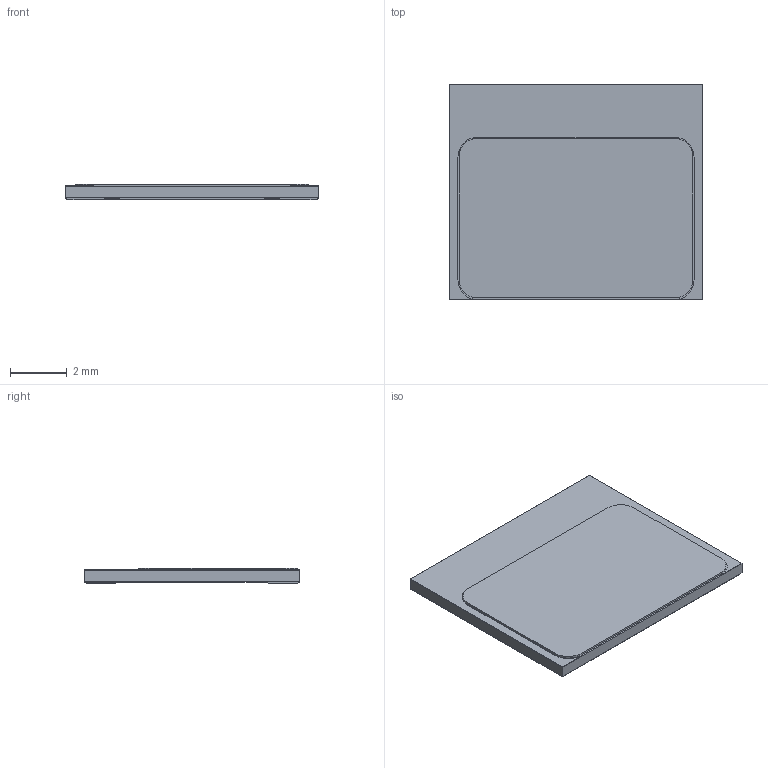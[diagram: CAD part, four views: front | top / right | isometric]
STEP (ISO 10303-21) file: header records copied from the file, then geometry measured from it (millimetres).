
FILE_DESCRIPTION (( 'STEP AP214' ), '1' );
FILE_NAME ('GS66516TC.STEP', '2019-03-11T23:37:41', ( '' ), ( '' ), 'SwSTEP 2.0', 'SolidWorks 2018', '' );
FILE_SCHEMA (( 'AUTOMOTIVE_DESIGN' ));
Length unit declared in the file: inch
Products named in the file (11): PCB Bottom; SolderMask Top; PCB Top; SolderMask Bottom; GS66516TC; Package
Assembly tree (5 placements, depth 2):
  PCB Bottom
  SolderMask Top
  PCB Top
  SolderMask Bottom
  GS66516TC
    Package
    PCB Top
    PCB Bottom
    SolderMask Bottom
    SolderMask Top
Bounding box: 8.98 x 7.62 x 0.54 mm (x, y, z)
Volume: 33.1 mm3; surface area: 423.9 mm2
Topology: 8 solids, 8 shells, 72 faces, 168 edges, 112 vertices
Faces by surface type: plane 64, cylinder 8
Entity records: 2398 total; most frequent: CARTESIAN_POINT 361, DIRECTION 346, ORIENTED_EDGE 336, EDGE_CURVE 168, LINE 152, VECTOR 152, VERTEX_POINT 112, AXIS2_PLACEMENT_3D 97
